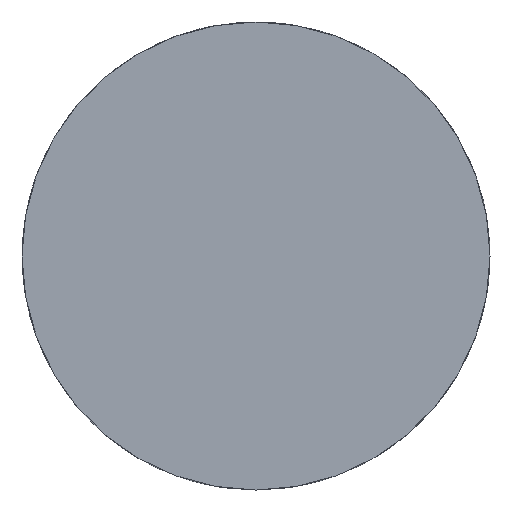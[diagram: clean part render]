
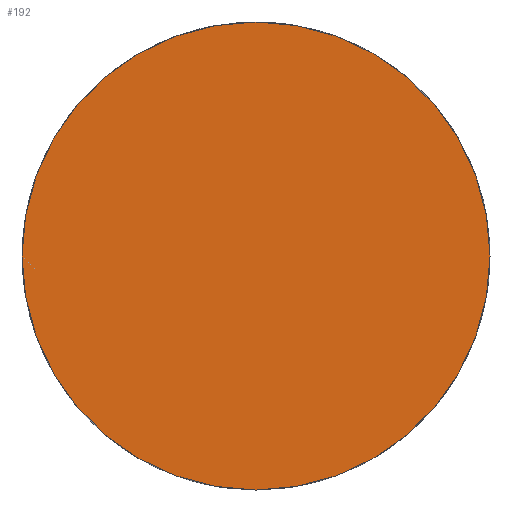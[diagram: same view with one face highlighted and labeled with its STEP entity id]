
A CAD part, front view. The second image highlights one B-rep face of the part: STEP entity #192.
In plain terms, the highlighted planar face has unit normal (0, -1, 0).
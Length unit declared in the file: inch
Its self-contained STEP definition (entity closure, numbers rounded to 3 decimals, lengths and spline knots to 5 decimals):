
#50=FACE_OUTER_BOUND('',#63,.T.);
#63=EDGE_LOOP('',(#177));
#79=CIRCLE('',#236,0.5);
#99=VERTEX_POINT('',#378);
#124=EDGE_CURVE('',#99,#99,#79,.T.);
#177=ORIENTED_EDGE('',*,*,#124,.T.);
#181=PLANE('',#240);
#192=ADVANCED_FACE('',(#50),#181,.F.);
#236=AXIS2_PLACEMENT_3D('',#380,#296,#297);
#240=AXIS2_PLACEMENT_3D('',#384,#304,#305);
#296=DIRECTION('center_axis',(0.,-1.,0.));
#297=DIRECTION('ref_axis',(1.,0.,0.));
#304=DIRECTION('center_axis',(0.,1.,0.));
#305=DIRECTION('ref_axis',(0.,0.,1.));
#378=CARTESIAN_POINT('',(-0.5,0.,0.));
#380=CARTESIAN_POINT('Origin',(0.,0.,0.));
#384=CARTESIAN_POINT('Origin',(0.,0.,0.));
